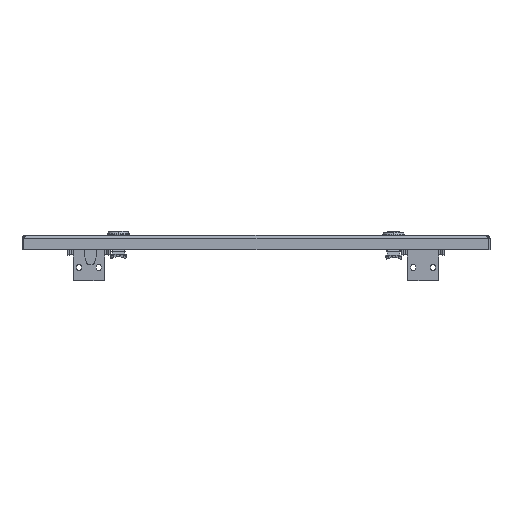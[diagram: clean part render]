
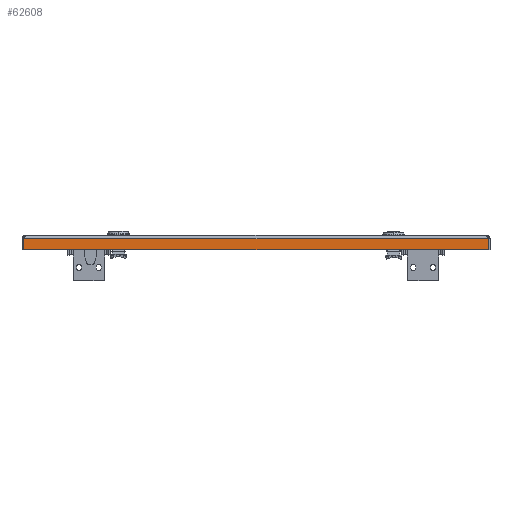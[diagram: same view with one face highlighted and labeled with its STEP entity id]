
A CAD part, left-side view. The second image highlights one B-rep face of the part: STEP entity #62608.
In plain terms, the highlighted planar face has unit normal (-1, 0, 0).
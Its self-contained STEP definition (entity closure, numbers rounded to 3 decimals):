
#1166 = ORIENTED_EDGE ( 'NONE', *, *, #15362, .F. ) ;
#2334 = ORIENTED_EDGE ( 'NONE', *, *, #51911, .F. ) ;
#2751 = DIRECTION ( 'NONE',  ( 0., -1., 0. ) ) ;
#5628 = VECTOR ( 'NONE', #67367, 1000. ) ;
#7730 = EDGE_LOOP ( 'NONE', ( #40565, #50128, #2334, #1166 ) ) ;
#9766 = CARTESIAN_POINT ( 'NONE',  ( -244.5, 295.429, 0. ) ) ;
#14705 = LINE ( 'NONE', #9766, #57785 ) ;
#15362 = EDGE_CURVE ( 'NONE', #50585, #17488, #35978, .T. ) ;
#16419 = DIRECTION ( 'NONE',  ( 0., 0., -1. ) ) ;
#16761 = DIRECTION ( 'NONE',  ( 1., 0., 0. ) ) ;
#17303 = VECTOR ( 'NONE', #60565, 1000. ) ;
#17488 = VERTEX_POINT ( 'NONE', #55040 ) ;
#20125 = CARTESIAN_POINT ( 'NONE',  ( -244.5, -295.429, -2. ) ) ;
#22503 = CARTESIAN_POINT ( 'NONE',  ( -244.5, -297.5, -18. ) ) ;
#25304 = CARTESIAN_POINT ( 'NONE',  ( -244.5, -295.429, -4. ) ) ;
#27313 = FACE_OUTER_BOUND ( 'NONE', #7730, .T. ) ;
#29472 = CARTESIAN_POINT ( 'NONE',  ( -244.5, 295.429, -18. ) ) ;
#33726 = LINE ( 'NONE', #67213, #50882 ) ;
#35978 = LINE ( 'NONE', #20125, #5628 ) ;
#36947 = VERTEX_POINT ( 'NONE', #38771 ) ;
#38771 = CARTESIAN_POINT ( 'NONE',  ( -244.5, 295.429, -4. ) ) ;
#40565 = ORIENTED_EDGE ( 'NONE', *, *, #63253, .F. ) ;
#41107 = DIRECTION ( 'NONE',  ( 0., 0., -1. ) ) ;
#44700 = LINE ( 'NONE', #22503, #17303 ) ;
#47694 = EDGE_CURVE ( 'NONE', #36947, #62498, #14705, .T. ) ;
#50128 = ORIENTED_EDGE ( 'NONE', *, *, #47694, .T. ) ;
#50585 = VERTEX_POINT ( 'NONE', #25304 ) ;
#50882 = VECTOR ( 'NONE', #2751, 1000. ) ;
#51911 = EDGE_CURVE ( 'NONE', #17488, #62498, #44700, .T. ) ;
#53720 = PLANE ( 'NONE',  #55347 ) ;
#55040 = CARTESIAN_POINT ( 'NONE',  ( -244.5, -295.429, -18. ) ) ;
#55347 = AXIS2_PLACEMENT_3D ( 'NONE', #63983, #16761, #16419 ) ;
#57785 = VECTOR ( 'NONE', #41107, 1000. ) ;
#60565 = DIRECTION ( 'NONE',  ( 0., 1., 0. ) ) ;
#62498 = VERTEX_POINT ( 'NONE', #29472 ) ;
#62608 = ADVANCED_FACE ( 'NONE', ( #27313 ), #53720, .F. ) ;
#63253 = EDGE_CURVE ( 'NONE', #36947, #50585, #33726, .T. ) ;
#63983 = CARTESIAN_POINT ( 'NONE',  ( -244.5, 0., 0. ) ) ;
#67213 = CARTESIAN_POINT ( 'NONE',  ( -244.5, -297.5, -4. ) ) ;
#67367 = DIRECTION ( 'NONE',  ( 0., 0., -1. ) ) ;
